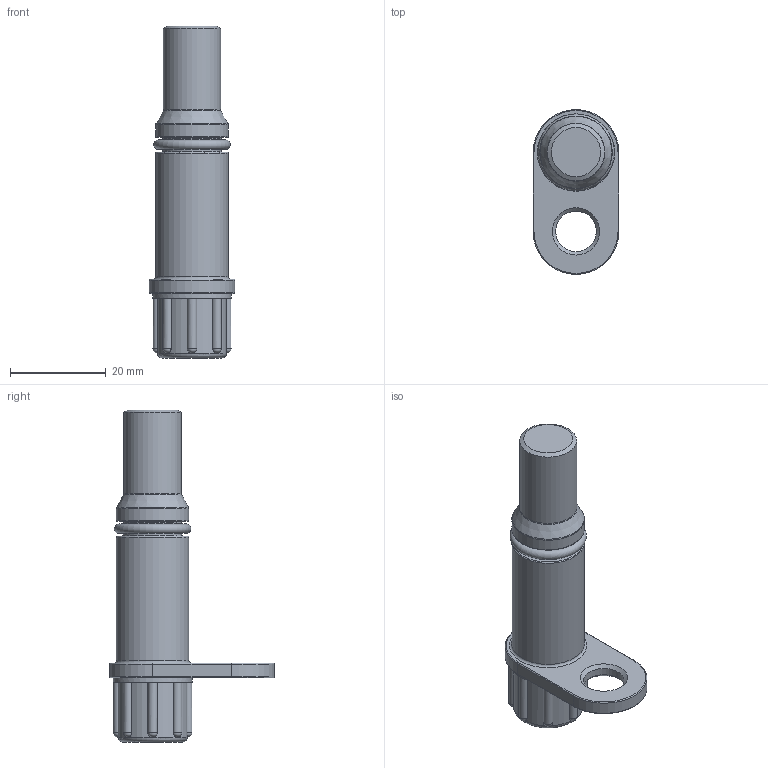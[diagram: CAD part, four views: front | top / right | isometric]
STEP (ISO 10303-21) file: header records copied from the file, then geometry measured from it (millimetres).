
FILE_DESCRIPTION(/* description */ (''),/* implementation_level */ '2;1');
FILE_NAME(/* name */ 'HS1253成品图.stp',/* time_stamp */ '2026-01-05T17:22:38+08:00',/* author */ (''),/* organization */ (''),/* preprocessor_version */ 'ST-DEVELOPER v16.7',/* originating_system */ 'SIEMENS PLM Software NX 12.0',/* authorisation */ '');
FILE_SCHEMA (('AP203_CONFIGURATION_CONTROLLED_3D_DESIGN_OF_MECHANICAL_PARTS_AND_ASSEMBLIES_MIM_LF { 1 0 10303 403 2 1 2}'));
Length unit declared in the file: millimetre
Products named in the file (1): Dell3ED4953Advbd
Bounding box: 18 x 34.5 x 69.5 mm (x, y, z)
Volume: 10923.4 mm3; surface area: 6623.8 mm2
Topology: 3 solids, 4 shells, 139 faces, 319 edges, 196 vertices
Faces by surface type: cylinder 61, plane 40, torus 16, sphere 12, cone 6, bspline 4
Full cylindrical faces by diameter (mm): 1 x8, 1.5 x4, 1.7 x4, 7.8 x1, 8.3 x1, 8.5 x1, 9.8 x1, 10.5 x1, 11 x5, 12 x1, 12.1 x2, 12.2 x1, 15.2 x2, 16.5 x1
Entity records: 9771 total; most frequent: CARTESIAN_POINT 6958, DIRECTION 601, ORIENTED_EDGE 452, AXIS2_PLACEMENT_3D 280, EDGE_CURVE 226, EDGE_LOOP 210, VERTEX_POINT 167, CIRCLE 149
